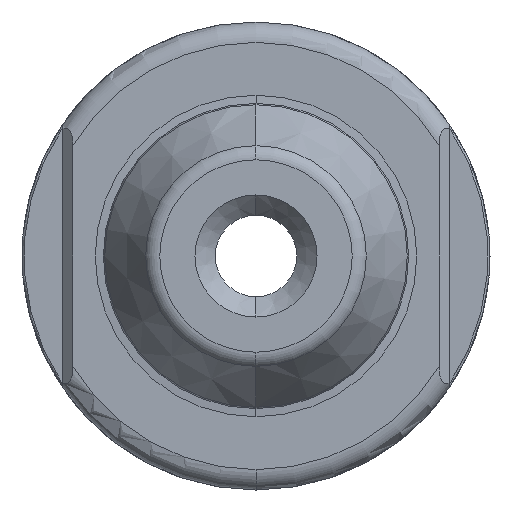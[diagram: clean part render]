
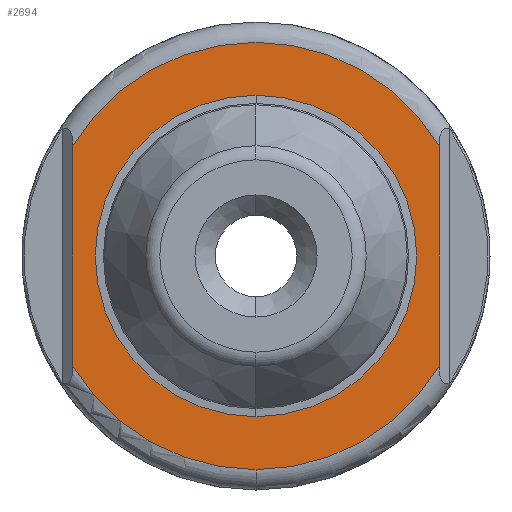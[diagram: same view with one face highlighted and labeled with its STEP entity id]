
A CAD part, left-side view. The second image highlights one B-rep face of the part: STEP entity #2694.
In plain terms, the highlighted planar face has unit normal (-1, 0, 0).
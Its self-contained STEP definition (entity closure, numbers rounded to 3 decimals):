
#55 = LINE ( 'NONE', #3245, #3334 ) ;
#114 = DIRECTION ( 'NONE',  ( 0., 0., -1. ) ) ;
#177 = CARTESIAN_POINT ( 'NONE',  ( 29., 0., 0. ) ) ;
#222 = DIRECTION ( 'NONE',  ( 1., 0., 0. ) ) ;
#237 = CARTESIAN_POINT ( 'NONE',  ( 29., -9., -5.408 ) ) ;
#258 = LINE ( 'NONE', #1350, #3412 ) ;
#267 = VERTEX_POINT ( 'NONE', #1167 ) ;
#285 = EDGE_LOOP ( 'NONE', ( #1046, #3297 ) ) ;
#316 = CARTESIAN_POINT ( 'NONE',  ( 29., 0., 0. ) ) ;
#369 = EDGE_CURVE ( 'NONE', #2482, #3858, #55, .T. ) ;
#528 = CIRCLE ( 'NONE', #2274, 10.5 ) ;
#580 = DIRECTION ( 'NONE',  ( 0., 0., 1. ) ) ;
#615 = CARTESIAN_POINT ( 'NONE',  ( 29., 0., -10.5 ) ) ;
#714 = AXIS2_PLACEMENT_3D ( 'NONE', #177, #2931, #580 ) ;
#727 = DIRECTION ( 'NONE',  ( 0., 0., -1. ) ) ;
#804 = FACE_BOUND ( 'NONE', #285, .T. ) ;
#849 = AXIS2_PLACEMENT_3D ( 'NONE', #4844, #2489, #114 ) ;
#933 = FACE_OUTER_BOUND ( 'NONE', #3503, .T. ) ;
#955 = CARTESIAN_POINT ( 'NONE',  ( 29., 0., 7.9 ) ) ;
#974 = CIRCLE ( 'NONE', #2641, 10.5 ) ;
#1046 = ORIENTED_EDGE ( 'NONE', *, *, #2083, .F. ) ;
#1075 = CIRCLE ( 'NONE', #2163, 7.9 ) ;
#1167 = CARTESIAN_POINT ( 'NONE',  ( 29., 9., -5.408 ) ) ;
#1312 = ORIENTED_EDGE ( 'NONE', *, *, #3681, .T. ) ;
#1350 = CARTESIAN_POINT ( 'NONE',  ( 29., 9., -11.5 ) ) ;
#1400 = PLANE ( 'NONE',  #2477 ) ;
#1822 = CARTESIAN_POINT ( 'NONE',  ( 29., 0., 0. ) ) ;
#1921 = DIRECTION ( 'NONE',  ( 0., 0., 1. ) ) ;
#1995 = CARTESIAN_POINT ( 'NONE',  ( 29., 0., 0. ) ) ;
#2003 = EDGE_CURVE ( 'NONE', #2041, #267, #258, .T. ) ;
#2004 = VERTEX_POINT ( 'NONE', #955 ) ;
#2025 = CARTESIAN_POINT ( 'NONE',  ( 29., 0., -7.9 ) ) ;
#2041 = VERTEX_POINT ( 'NONE', #3357 ) ;
#2083 = EDGE_CURVE ( 'NONE', #2004, #4534, #1075, .T. ) ;
#2163 = AXIS2_PLACEMENT_3D ( 'NONE', #1822, #4551, #2221 ) ;
#2221 = DIRECTION ( 'NONE',  ( 0., 0., 1. ) ) ;
#2274 = AXIS2_PLACEMENT_3D ( 'NONE', #316, #3084, #727 ) ;
#2390 = DIRECTION ( 'NONE',  ( 0., 0., -1. ) ) ;
#2425 = EDGE_CURVE ( 'NONE', #4534, #2004, #2432, .T. ) ;
#2432 = CIRCLE ( 'NONE', #714, 7.9 ) ;
#2477 = AXIS2_PLACEMENT_3D ( 'NONE', #4953, #222, #2981 ) ;
#2482 = VERTEX_POINT ( 'NONE', #237 ) ;
#2489 = DIRECTION ( 'NONE',  ( -1., 0., 0. ) ) ;
#2641 = AXIS2_PLACEMENT_3D ( 'NONE', #1995, #4730, #2390 ) ;
#2694 = ADVANCED_FACE ( 'NONE', ( #933, #804 ), #1400, .F. ) ;
#2760 = ORIENTED_EDGE ( 'NONE', *, *, #2003, .T. ) ;
#2903 = DIRECTION ( 'NONE',  ( 0., 0., -1. ) ) ;
#2931 = DIRECTION ( 'NONE',  ( -1., 0., 0. ) ) ;
#2981 = DIRECTION ( 'NONE',  ( 0., 0., -1. ) ) ;
#3084 = DIRECTION ( 'NONE',  ( -1., 0., 0. ) ) ;
#3245 = CARTESIAN_POINT ( 'NONE',  ( 29., -9., -11.5 ) ) ;
#3297 = ORIENTED_EDGE ( 'NONE', *, *, #2425, .F. ) ;
#3312 = ORIENTED_EDGE ( 'NONE', *, *, #5101, .T. ) ;
#3334 = VECTOR ( 'NONE', #1921, 1000. ) ;
#3357 = CARTESIAN_POINT ( 'NONE',  ( 29., 9., 5.408 ) ) ;
#3412 = VECTOR ( 'NONE', #2903, 1000. ) ;
#3439 = CIRCLE ( 'NONE', #849, 10.5 ) ;
#3503 = EDGE_LOOP ( 'NONE', ( #3312, #3737, #4231, #1312, #2760 ) ) ;
#3681 = EDGE_CURVE ( 'NONE', #3858, #2041, #3439, .T. ) ;
#3737 = ORIENTED_EDGE ( 'NONE', *, *, #4913, .T. ) ;
#3858 = VERTEX_POINT ( 'NONE', #4489 ) ;
#3963 = VERTEX_POINT ( 'NONE', #615 ) ;
#4231 = ORIENTED_EDGE ( 'NONE', *, *, #369, .T. ) ;
#4489 = CARTESIAN_POINT ( 'NONE',  ( 29., -9., 5.408 ) ) ;
#4534 = VERTEX_POINT ( 'NONE', #2025 ) ;
#4551 = DIRECTION ( 'NONE',  ( -1., 0., 0. ) ) ;
#4730 = DIRECTION ( 'NONE',  ( -1., 0., 0. ) ) ;
#4844 = CARTESIAN_POINT ( 'NONE',  ( 29., 0., 0. ) ) ;
#4913 = EDGE_CURVE ( 'NONE', #3963, #2482, #528, .T. ) ;
#4953 = CARTESIAN_POINT ( 'NONE',  ( 29., 0., -11.5 ) ) ;
#5101 = EDGE_CURVE ( 'NONE', #267, #3963, #974, .T. ) ;
